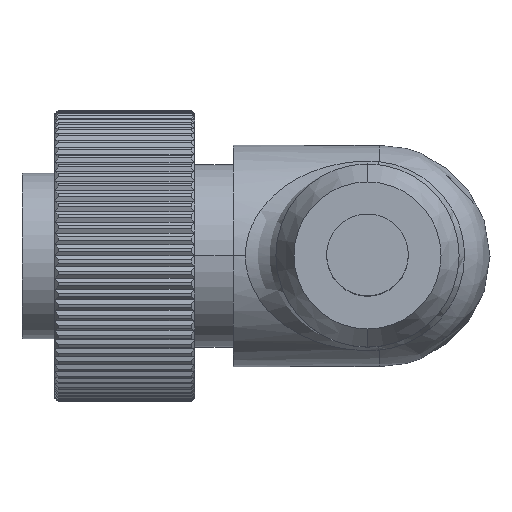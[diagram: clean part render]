
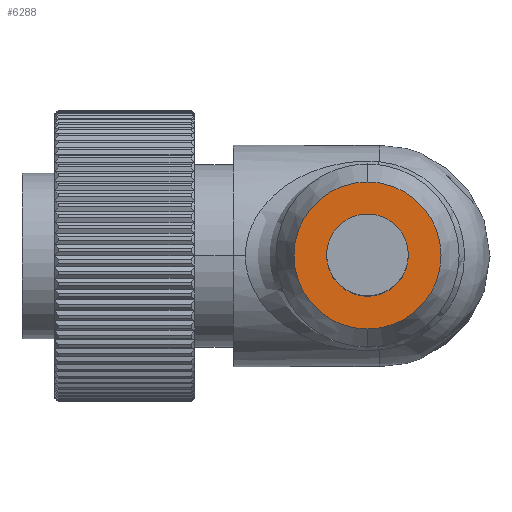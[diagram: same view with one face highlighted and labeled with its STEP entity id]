
A CAD part, top view. The second image highlights one B-rep face of the part: STEP entity #6288.
In plain terms, the highlighted planar face has unit normal (0, 0, 1).
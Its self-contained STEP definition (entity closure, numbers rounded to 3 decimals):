
#69 = VERTEX_POINT ( 'NONE', #4829 ) ;
#445 = DIRECTION ( 'NONE',  ( 0., -1., 0. ) ) ;
#447 = CIRCLE ( 'NONE', #6588, 6.3 ) ;
#459 = DIRECTION ( 'NONE',  ( 0., 0., 1. ) ) ;
#494 = CARTESIAN_POINT ( 'NONE',  ( 10.099, 1.187, 25.5 ) ) ;
#501 = AXIS2_PLACEMENT_3D ( 'NONE', #494, #459, #445 ) ;
#1184 = ORIENTED_EDGE ( 'NONE', *, *, #3056, .T. ) ;
#1262 = CARTESIAN_POINT ( 'NONE',  ( 10.099, -5.113, 25.5 ) ) ;
#1438 = EDGE_LOOP ( 'NONE', ( #6459, #5754 ) ) ;
#1649 = EDGE_CURVE ( 'NONE', #69, #3070, #12668, .T. ) ;
#1979 = DIRECTION ( 'NONE',  ( 0., -1., 0. ) ) ;
#2023 = DIRECTION ( 'NONE',  ( 0., 0., 1. ) ) ;
#2114 = PLANE ( 'NONE',  #2157 ) ;
#2157 = AXIS2_PLACEMENT_3D ( 'NONE', #2202, #2023, #1979 ) ;
#2202 = CARTESIAN_POINT ( 'NONE',  ( 16.399, 1.187, 25.5 ) ) ;
#3056 = EDGE_CURVE ( 'NONE', #3070, #69, #447, .T. ) ;
#3070 = VERTEX_POINT ( 'NONE', #1262 ) ;
#3399 = EDGE_CURVE ( 'NONE', #10084, #13200, #11038, .T. ) ;
#3400 = DIRECTION ( 'NONE',  ( 0., 0., 1. ) ) ;
#4062 = DIRECTION ( 'NONE',  ( 0., 0., 1. ) ) ;
#4736 = CARTESIAN_POINT ( 'NONE',  ( 10.099, 1.187, 25.5 ) ) ;
#4829 = CARTESIAN_POINT ( 'NONE',  ( 10.099, 7.487, 25.5 ) ) ;
#4923 = DIRECTION ( 'NONE',  ( 0., 0., 1. ) ) ;
#5226 = DIRECTION ( 'NONE',  ( 0., 1., 0. ) ) ;
#5754 = ORIENTED_EDGE ( 'NONE', *, *, #3399, .F. ) ;
#5921 = ORIENTED_EDGE ( 'NONE', *, *, #1649, .T. ) ;
#6288 = ADVANCED_FACE ( 'NONE', ( #9174, #7833 ), #2114, .T. ) ;
#6324 = AXIS2_PLACEMENT_3D ( 'NONE', #4736, #4923, #5226 ) ;
#6418 = EDGE_CURVE ( 'NONE', #13200, #10084, #13197, .T. ) ;
#6459 = ORIENTED_EDGE ( 'NONE', *, *, #6418, .F. ) ;
#6588 = AXIS2_PLACEMENT_3D ( 'NONE', #9731, #3400, #10800 ) ;
#7738 = CARTESIAN_POINT ( 'NONE',  ( 10.099, 4.687, 25.5 ) ) ;
#7833 = FACE_OUTER_BOUND ( 'NONE', #13186, .T. ) ;
#9174 = FACE_BOUND ( 'NONE', #1438, .T. ) ;
#9731 = CARTESIAN_POINT ( 'NONE',  ( 10.099, 1.187, 25.5 ) ) ;
#10084 = VERTEX_POINT ( 'NONE', #7738 ) ;
#10433 = CARTESIAN_POINT ( 'NONE',  ( 10.099, 1.187, 25.5 ) ) ;
#10800 = DIRECTION ( 'NONE',  ( 0., 1., 0. ) ) ;
#10904 = AXIS2_PLACEMENT_3D ( 'NONE', #10433, #4062, #11496 ) ;
#11038 = CIRCLE ( 'NONE', #10904, 3.5 ) ;
#11496 = DIRECTION ( 'NONE',  ( 0., -1., 0. ) ) ;
#12186 = CARTESIAN_POINT ( 'NONE',  ( 10.099, -2.313, 25.5 ) ) ;
#12668 = CIRCLE ( 'NONE', #6324, 6.3 ) ;
#13186 = EDGE_LOOP ( 'NONE', ( #5921, #1184 ) ) ;
#13197 = CIRCLE ( 'NONE', #501, 3.5 ) ;
#13200 = VERTEX_POINT ( 'NONE', #12186 ) ;
